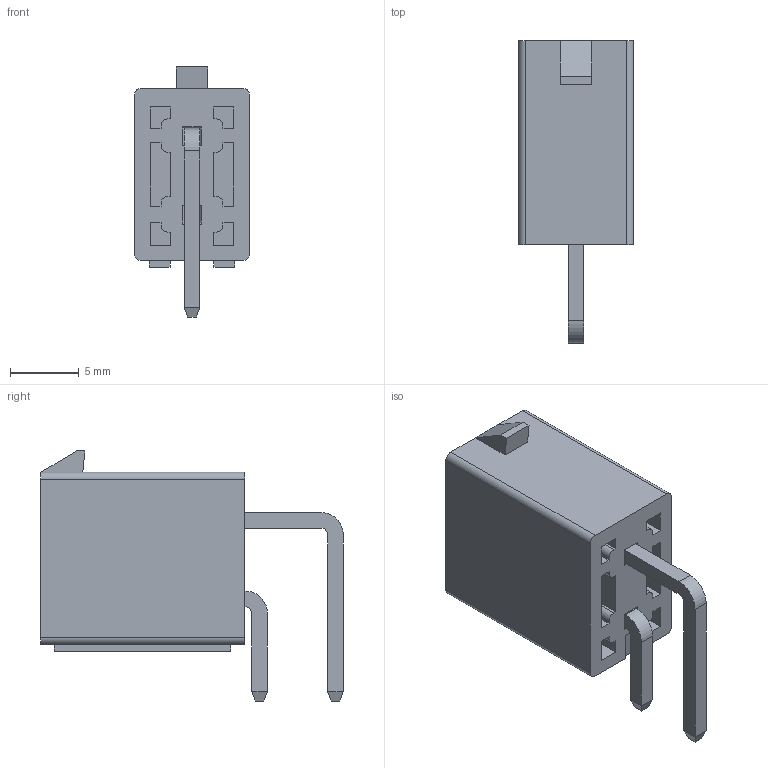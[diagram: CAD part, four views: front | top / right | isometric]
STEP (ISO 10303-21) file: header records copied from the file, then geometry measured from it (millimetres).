
FILE_DESCRIPTION(/* description */ ('Unknown'),/* implementation_level */ '2;1');
FILE_NAME(/* name */ 'J_Wurth_WR-MPC5_657002230101',/* time_stamp */ '2025-07-09T14:45:28+08:00',/* author */ ('Unknown'),/* organization */ ('Unknown'),/* preprocessor_version */ 'ST-DEVELOPER v19.4',/* originating_system */ 'Solid Edge',/* authorisation */ 'Unknown');
FILE_SCHEMA (('AUTOMOTIVE_DESIGN {1 0 10303 214 3 1 1}'));
Length unit declared in the file: millimetre
Products named in the file (2): J_Wurth_WR-MPC5_657002230101
Assembly tree (1 placements, depth 2):
  J_Wurth_WR-MPC5_657002230101
    J_Wurth_WR-MPC5_657002230101
Bounding box: 8.35 x 21.94 x 18.13 mm (x, y, z)
Volume: 980.7 mm3; surface area: 1684 mm2
Topology: 1 solids, 1 shells, 200 faces, 510 edges, 326 vertices
Faces by surface type: plane 184, cylinder 16
Entity records: 7333 total; most frequent: CARTESIAN_POINT 1038, ORIENTED_EDGE 1020, DIRECTION 946, EDGE_CURVE 510, LINE 478, VECTOR 478, VERTEX_POINT 326, AXIS2_PLACEMENT_3D 234
